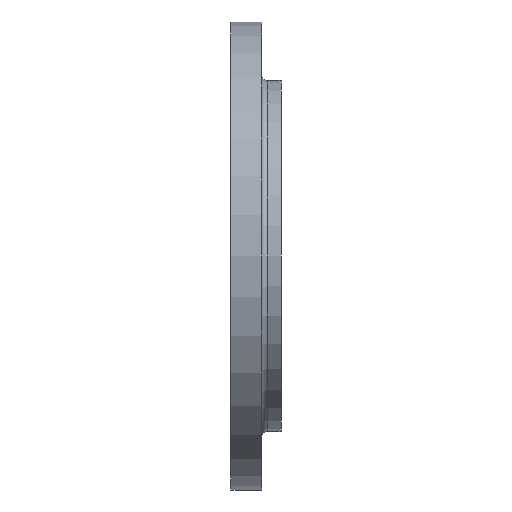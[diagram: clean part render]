
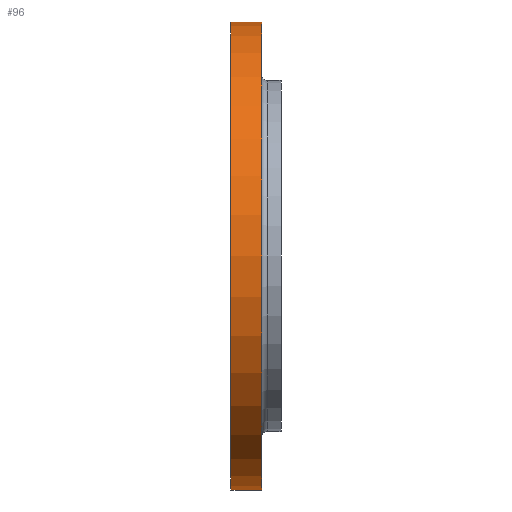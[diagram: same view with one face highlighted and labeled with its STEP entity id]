
A CAD part, front view. The second image highlights one B-rep face of the part: STEP entity #96.
In plain terms, the highlighted cylindrical face has radius 266.7 mm (diameter 533.4 mm), a partial arc.
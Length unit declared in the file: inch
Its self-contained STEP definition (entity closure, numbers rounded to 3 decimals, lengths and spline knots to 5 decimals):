
#69 = DIRECTION ( 'NONE',  ( 0., 0., 1. ) ) ;
#84 = AXIS2_PLACEMENT_3D ( 'NONE', #355, #628, #552 ) ;
#96 = ADVANCED_FACE ( 'NONE', ( #1114 ), #405, .T. ) ;
#113 = EDGE_CURVE ( 'NONE', #873, #1136, #1022, .T. ) ;
#260 = CARTESIAN_POINT ( 'NONE',  ( 0., 0., 10.5 ) ) ;
#337 = CARTESIAN_POINT ( 'NONE',  ( -0.13764, 0., 0. ) ) ;
#347 = CIRCLE ( 'NONE', #84, 10.5 ) ;
#355 = CARTESIAN_POINT ( 'NONE',  ( 1.23736, 0., 0. ) ) ;
#380 = ORIENTED_EDGE ( 'NONE', *, *, #113, .F. ) ;
#385 = AXIS2_PLACEMENT_3D ( 'NONE', #799, #1250, #69 ) ;
#399 = ORIENTED_EDGE ( 'NONE', *, *, #1061, .T. ) ;
#405 = CYLINDRICAL_SURFACE ( 'NONE', #385, 10.5 ) ;
#442 = CARTESIAN_POINT ( 'NONE',  ( -0.13764, 0., -10.5 ) ) ;
#517 = CARTESIAN_POINT ( 'NONE',  ( 1.23736, 0., -10.5 ) ) ;
#524 = ORIENTED_EDGE ( 'NONE', *, *, #1071, .F. ) ;
#542 = CARTESIAN_POINT ( 'NONE',  ( 0., 0., -10.5 ) ) ;
#544 = ORIENTED_EDGE ( 'NONE', *, *, #1082, .T. ) ;
#546 = LINE ( 'NONE', #260, #1149 ) ;
#552 = DIRECTION ( 'NONE',  ( 0., 0., 1. ) ) ;
#563 = CARTESIAN_POINT ( 'NONE',  ( -0.13764, 0., 10.5 ) ) ;
#628 = DIRECTION ( 'NONE',  ( -1., 0., 0. ) ) ;
#643 = DIRECTION ( 'NONE',  ( -1., 0., 0. ) ) ;
#659 = VERTEX_POINT ( 'NONE', #777 ) ;
#691 = VERTEX_POINT ( 'NONE', #563 ) ;
#735 = VECTOR ( 'NONE', #1046, 39.37008 ) ;
#777 = CARTESIAN_POINT ( 'NONE',  ( 1.23736, 0., 10.5 ) ) ;
#799 = CARTESIAN_POINT ( 'NONE',  ( 0., 0., 0. ) ) ;
#873 = VERTEX_POINT ( 'NONE', #517 ) ;
#1005 = CIRCLE ( 'NONE', #1150, 10.5 ) ;
#1022 = LINE ( 'NONE', #542, #735 ) ;
#1046 = DIRECTION ( 'NONE',  ( -1., 0., 0. ) ) ;
#1061 = EDGE_CURVE ( 'NONE', #873, #659, #347, .T. ) ;
#1071 = EDGE_CURVE ( 'NONE', #1136, #691, #1005, .T. ) ;
#1082 = EDGE_CURVE ( 'NONE', #659, #691, #546, .T. ) ;
#1114 = FACE_OUTER_BOUND ( 'NONE', #1153, .T. ) ;
#1117 = DIRECTION ( 'NONE',  ( -1., 0., 0. ) ) ;
#1133 = DIRECTION ( 'NONE',  ( 0., 0., 1. ) ) ;
#1136 = VERTEX_POINT ( 'NONE', #442 ) ;
#1149 = VECTOR ( 'NONE', #1117, 39.37008 ) ;
#1150 = AXIS2_PLACEMENT_3D ( 'NONE', #337, #643, #1133 ) ;
#1153 = EDGE_LOOP ( 'NONE', ( #380, #399, #544, #524 ) ) ;
#1250 = DIRECTION ( 'NONE',  ( -1., 0., 0. ) ) ;
